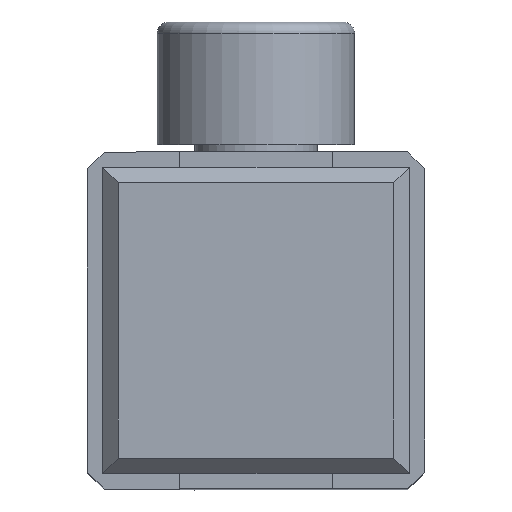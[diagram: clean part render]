
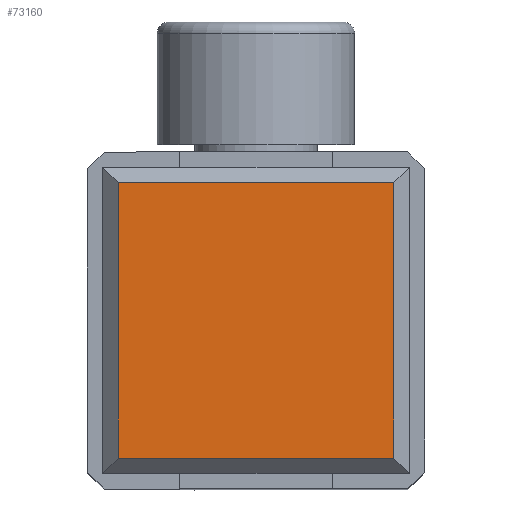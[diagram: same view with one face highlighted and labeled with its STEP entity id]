
A CAD part, top view. The second image highlights one B-rep face of the part: STEP entity #73160.
In plain terms, the highlighted planar face has unit normal (0, 0, 1).
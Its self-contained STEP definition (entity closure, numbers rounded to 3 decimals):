
#72770=CARTESIAN_POINT('',(0.,0.,35.));
#72780=DIRECTION('',(0.,0.,1.));
#72790=DIRECTION('',(1.,0.,0.));
#72800=AXIS2_PLACEMENT_3D('',#72770,#72780,#72790);
#72810=PLANE('',#72800);
#72820=CARTESIAN_POINT('',(9.,0.,35.));
#72830=DIRECTION('',(0.,1.,0.));
#72840=VECTOR('',#72830,1.);
#72850=LINE('',#72820,#72840);
#72860=CARTESIAN_POINT('',(9.,-9.,35.));
#72870=VERTEX_POINT('',#72860);
#72880=CARTESIAN_POINT('',(9.,9.,35.));
#72890=VERTEX_POINT('',#72880);
#72900=EDGE_CURVE('',#72870,#72890,#72850,.T.);
#72910=ORIENTED_EDGE('',*,*,#72900,.T.);
#72920=CARTESIAN_POINT('',(0.,-9.,35.));
#72930=DIRECTION('',(1.,0.,0.));
#72940=VECTOR('',#72930,1.);
#72950=LINE('',#72920,#72940);
#72960=CARTESIAN_POINT('',(-9.,-9.,35.));
#72970=VERTEX_POINT('',#72960);
#72980=EDGE_CURVE('',#72970,#72870,#72950,.T.);
#72990=ORIENTED_EDGE('',*,*,#72980,.T.);
#73000=CARTESIAN_POINT('',(-9.,0.,35.));
#73010=DIRECTION('',(0.,-1.,0.));
#73020=VECTOR('',#73010,1.);
#73030=LINE('',#73000,#73020);
#73040=CARTESIAN_POINT('',(-9.,9.,35.));
#73050=VERTEX_POINT('',#73040);
#73060=EDGE_CURVE('',#73050,#72970,#73030,.T.);
#73070=ORIENTED_EDGE('',*,*,#73060,.T.);
#73080=CARTESIAN_POINT('',(0.,9.,35.));
#73090=DIRECTION('',(-1.,0.,0.));
#73100=VECTOR('',#73090,1.);
#73110=LINE('',#73080,#73100);
#73120=EDGE_CURVE('',#72890,#73050,#73110,.T.);
#73130=ORIENTED_EDGE('',*,*,#73120,.T.);
#73140=EDGE_LOOP('',(#73130,#73070,#72990,#72910));
#73150=FACE_OUTER_BOUND('',#73140,.T.);
#73160=ADVANCED_FACE('',(#73150),#72810,.T.);
